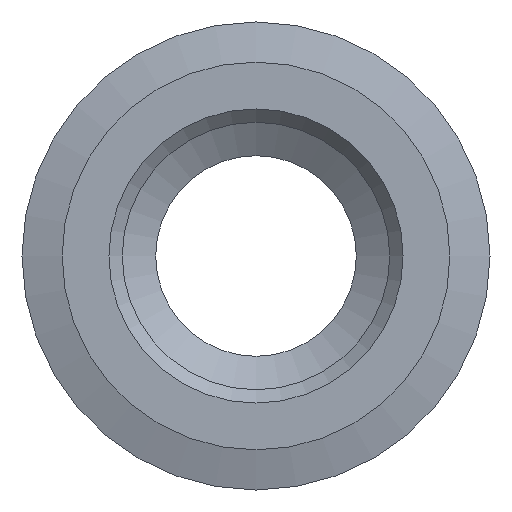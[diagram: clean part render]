
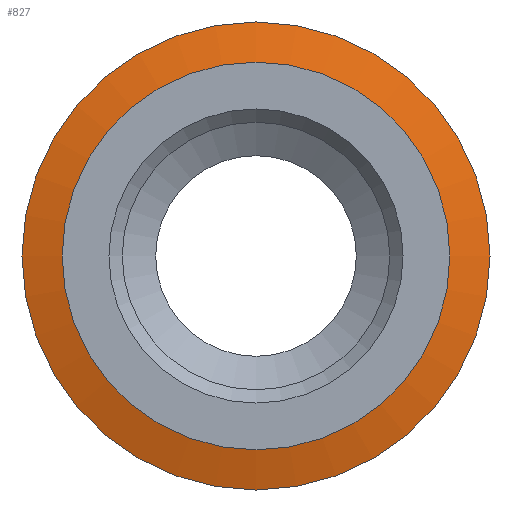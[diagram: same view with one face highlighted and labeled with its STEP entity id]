
A CAD part, front view. The second image highlights one B-rep face of the part: STEP entity #827.
In plain terms, the highlighted conical face has half-angle 75 degrees and reference radius 16 mm.
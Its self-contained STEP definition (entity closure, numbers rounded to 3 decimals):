
#37=CONICAL_SURFACE('',#984,16.,1.309);
#62=LINE('',#1538,#88);
#88=VECTOR('',#1284,16.);
#137=FACE_OUTER_BOUND('',#180,.T.);
#180=EDGE_LOOP('',(#730,#731,#732,#733,#734,#735));
#207=CIRCLE('',#881,17.5);
#208=CIRCLE('',#882,17.5);
#262=CIRCLE('',#954,14.5);
#263=CIRCLE('',#955,14.5);
#302=VERTEX_POINT('',#1346);
#303=VERTEX_POINT('',#1347);
#352=VERTEX_POINT('',#1481);
#353=VERTEX_POINT('',#1482);
#397=EDGE_CURVE('',#302,#303,#207,.T.);
#398=EDGE_CURVE('',#303,#302,#208,.T.);
#464=EDGE_CURVE('',#352,#353,#262,.T.);
#465=EDGE_CURVE('',#353,#352,#263,.T.);
#491=EDGE_CURVE('',#353,#303,#62,.T.);
#730=ORIENTED_EDGE('',*,*,#464,.F.);
#731=ORIENTED_EDGE('',*,*,#465,.F.);
#732=ORIENTED_EDGE('',*,*,#491,.T.);
#733=ORIENTED_EDGE('',*,*,#398,.T.);
#734=ORIENTED_EDGE('',*,*,#397,.T.);
#735=ORIENTED_EDGE('',*,*,#491,.F.);
#827=ADVANCED_FACE('',(#137),#37,.T.);
#881=AXIS2_PLACEMENT_3D('',#1348,#1055,#1056);
#882=AXIS2_PLACEMENT_3D('',#1349,#1057,#1058);
#954=AXIS2_PLACEMENT_3D('',#1483,#1213,#1214);
#955=AXIS2_PLACEMENT_3D('',#1484,#1215,#1216);
#984=AXIS2_PLACEMENT_3D('',#1537,#1282,#1283);
#1055=DIRECTION('center_axis',(0.,-1.,0.));
#1056=DIRECTION('ref_axis',(1.,0.,0.));
#1057=DIRECTION('center_axis',(0.,-1.,0.));
#1058=DIRECTION('ref_axis',(1.,0.,0.));
#1213=DIRECTION('center_axis',(0.,-1.,0.));
#1214=DIRECTION('ref_axis',(1.,0.,0.));
#1215=DIRECTION('center_axis',(0.,-1.,0.));
#1216=DIRECTION('ref_axis',(1.,0.,0.));
#1282=DIRECTION('center_axis',(0.,1.,0.));
#1283=DIRECTION('ref_axis',(1.,0.,0.));
#1284=DIRECTION('',(-0.966,0.259,0.));
#1346=CARTESIAN_POINT('',(17.5,0.804,0.));
#1347=CARTESIAN_POINT('',(-17.5,0.804,0.));
#1348=CARTESIAN_POINT('Origin',(0.,0.804,0.));
#1349=CARTESIAN_POINT('Origin',(0.,0.804,0.));
#1481=CARTESIAN_POINT('',(14.5,0.,0.));
#1482=CARTESIAN_POINT('',(-14.5,0.,0.));
#1483=CARTESIAN_POINT('Origin',(0.,0.,0.));
#1484=CARTESIAN_POINT('Origin',(0.,0.,0.));
#1537=CARTESIAN_POINT('Origin',(0.,0.402,0.));
#1538=CARTESIAN_POINT('',(-16.,0.402,0.));
